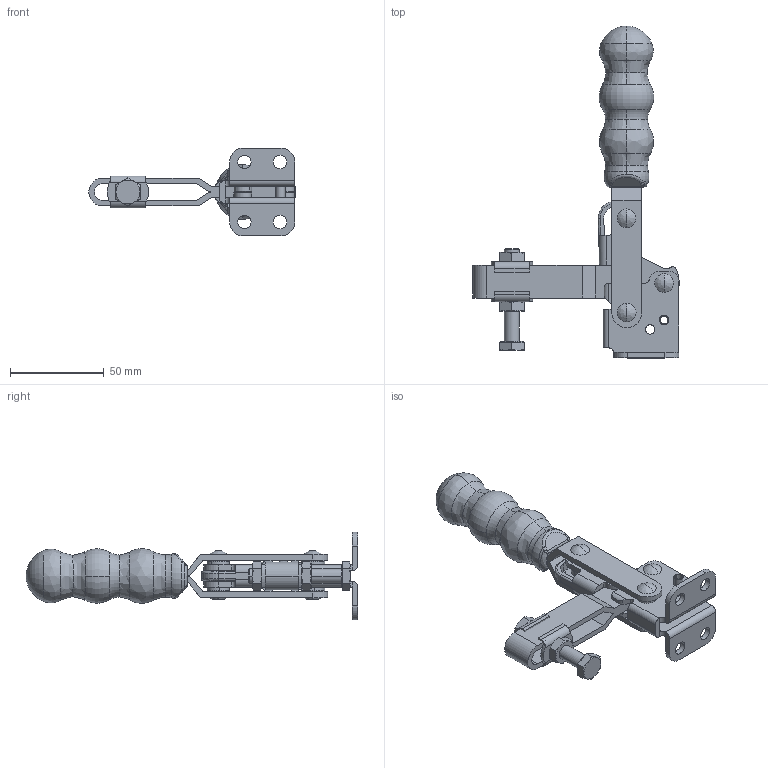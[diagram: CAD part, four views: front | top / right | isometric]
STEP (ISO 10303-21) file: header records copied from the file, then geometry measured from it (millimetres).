
FILE_DESCRIPTION (( 'STEP AP214' ), '1' );
FILE_NAME ('GH-12502-BB.STEP', '2020-10-21T02:40:56', ( 'LinWei' ), ( '' ), 'SwSTEP 2.0', 'SolidWorks 2016', '' );
FILE_SCHEMA (( 'AUTOMOTIVE_DESIGN' ));
Length unit declared in the file: millimetre
Products named in the file (13): 112502B01_1; 112502B05_1; 112502B08; GH-12502-BB; 412502B37_1; 112502B13; 12501B-pin_1; 12501B-grip_1; Revit-3.0-4_D6.3-L24.0_1; Revit-3.0-4_D6.3-L12.4_1; GH-SA-085012; Hexagon Nut_3_JIS_JIS B 1181 Hexagon nut - Class 3 Finished M8 --N; fw516
Assembly tree (19 placements, depth 2):
  GH-12502-BB
    112502B08
    112502B05_1
    112502B01_1
    fw516  x2
    Hexagon Nut_3_JIS_JIS B 1181 Hexagon nut - Class 3 Finished M8 --N  x2
    GH-SA-085012
    Revit-3.0-4_D6.3-L12.4_1  x2
    Revit-3.0-4_D6.3-L24.0_1  x2
    12501B-grip_1
    12501B-pin_1
    112502B13
    412502B37_1  x4
Bounding box: 110.3 x 177.49 x 47 mm (x, y, z)
Volume: 76098.6 mm3; surface area: 56333.8 mm2
Topology: 19 solids, 20 shells, 510 faces, 1268 edges, 795 vertices
Faces by surface type: cylinder 201, plane 167, cone 80, bspline 52, torus 10
Entity records: 14421 total; most frequent: CARTESIAN_POINT 4778, DIRECTION 1929, ORIENTED_EDGE 1876, EDGE_CURVE 960, AXIS2_PLACEMENT_3D 743, VERTEX_POINT 618, VECTOR 443, LINE 443
